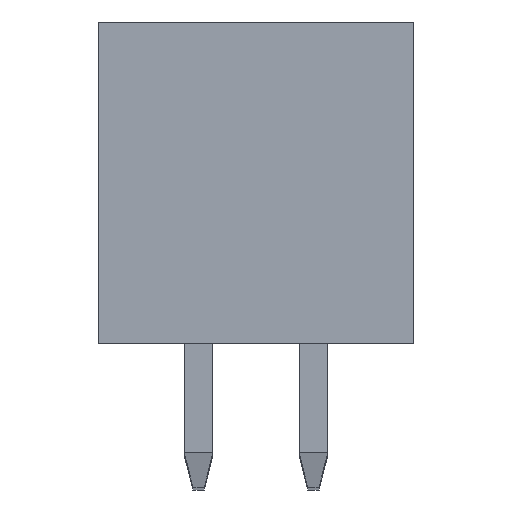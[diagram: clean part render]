
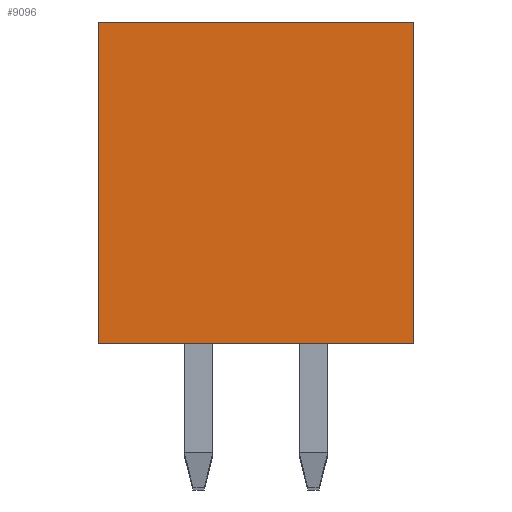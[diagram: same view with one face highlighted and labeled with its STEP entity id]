
A CAD part, left-side view. The second image highlights one B-rep face of the part: STEP entity #9096.
In plain terms, the highlighted planar face has unit normal (-1, 0, 0).
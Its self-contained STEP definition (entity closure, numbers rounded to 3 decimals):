
#1505=ORIENTED_EDGE('',*,*,#3443,.F.);
#1506=ORIENTED_EDGE('',*,*,#2835,.F.);
#1507=ORIENTED_EDGE('',*,*,#2928,.T.);
#1508=ORIENTED_EDGE('',*,*,#3702,.T.);
#2835=EDGE_CURVE('',#4119,#4120,#4971,.T.);
#2928=EDGE_CURVE('',#4119,#4211,#5064,.T.);
#3443=EDGE_CURVE('',#4120,#4609,#5579,.T.);
#3702=EDGE_CURVE('',#4211,#4609,#5838,.T.);
#4119=VERTEX_POINT('',#12279);
#4120=VERTEX_POINT('',#12281);
#4211=VERTEX_POINT('',#12465);
#4609=VERTEX_POINT('',#13457);
#4971=LINE('',#12280,#6255);
#5064=LINE('',#12466,#6348);
#5579=LINE('',#13456,#6863);
#5838=LINE('',#13973,#7122);
#6255=VECTOR('',#9958,1000.);
#6348=VECTOR('',#10053,1000.);
#6863=VECTOR('',#10724,1000.);
#7122=VECTOR('',#11153,1000.);
#7664=EDGE_LOOP('',(#1505,#1506,#1507,#1508));
#8182=FACE_BOUND('',#7664,.T.);
#8659=PLANE('',#9560);
#9096=ADVANCED_FACE('',(#8182),#8659,.T.);
#9560=AXIS2_PLACEMENT_3D('',#13981,#11158,#11159);
#9958=DIRECTION('',(0.,1.,0.));
#10053=DIRECTION('',(0.,0.,1.));
#10724=DIRECTION('',(0.,0.,1.));
#11153=DIRECTION('',(0.,1.,0.));
#11158=DIRECTION('',(-1.,0.,0.));
#11159=DIRECTION('',(0.,0.,1.));
#12279=CARTESIAN_POINT('',(-23.6,-2.75,-2.8));
#12280=CARTESIAN_POINT('',(-23.6,-2.75,-2.8));
#12281=CARTESIAN_POINT('',(-23.6,2.75,-2.8));
#12465=CARTESIAN_POINT('',(-23.6,-2.75,2.8));
#12466=CARTESIAN_POINT('',(-23.6,-2.75,-2.8));
#13456=CARTESIAN_POINT('',(-23.6,2.75,-2.8));
#13457=CARTESIAN_POINT('',(-23.6,2.75,2.8));
#13973=CARTESIAN_POINT('',(-23.6,-2.75,2.8));
#13981=CARTESIAN_POINT('',(-23.6,-2.75,-2.8));
